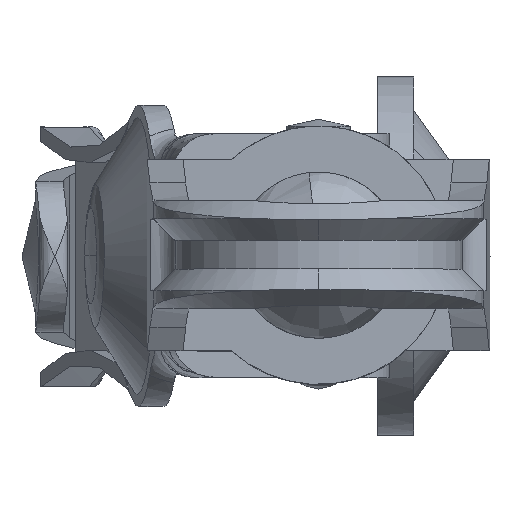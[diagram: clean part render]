
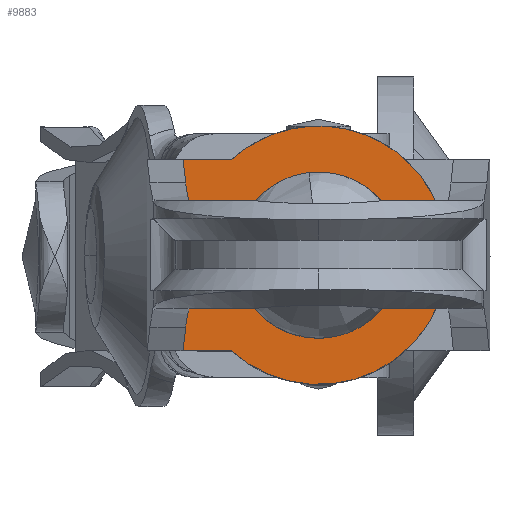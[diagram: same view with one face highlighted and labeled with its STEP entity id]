
A CAD part, top view. The second image highlights one B-rep face of the part: STEP entity #9883.
In plain terms, the highlighted free-form (B-spline) face has degree [1, 1] with [2, 2] control points.
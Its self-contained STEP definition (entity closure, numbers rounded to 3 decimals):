
#7176=CARTESIAN_POINT('',(-2.583,3.054,29.783));
#7177=VERTEX_POINT('',#7176);
#7183=CARTESIAN_POINT('',(-4.0,0.0,29.783));
#7184=VERTEX_POINT('',#7183);
#7185=CARTESIAN_POINT('',(-2.583,3.054,29.783));
#7186=CARTESIAN_POINT('',(-2.943,2.751,29.783));
#7187=CARTESIAN_POINT('',(-3.435,2.156,29.783));
#7188=CARTESIAN_POINT('',(-3.896,1.086,29.783));
#7189=CARTESIAN_POINT('',(-4.,0.398,29.783));
#7190=CARTESIAN_POINT('',(-4.0,0.0,29.783));
#7191=B_SPLINE_CURVE_WITH_KNOTS('',3,(#7185,#7186,#7187,#7188,#7189,#7190),.UNSPECIFIED.,.F.,.U.,(4,1,1,4),(0.,1.412,2.281,3.475),.UNSPECIFIED.);
#7192=EDGE_CURVE('',#7177,#7184,#7191,.T.);
#7194=CARTESIAN_POINT('',(0.,-4.,29.783));
#7195=VERTEX_POINT('',#7194);
#7196=CARTESIAN_POINT('',(-4.0,0.0,29.783));
#7197=CARTESIAN_POINT('',(-4.,-0.425,29.783));
#7198=CARTESIAN_POINT('',(-3.884,-1.145,29.783));
#7199=CARTESIAN_POINT('',(-3.404,-2.193,29.783));
#7200=CARTESIAN_POINT('',(-2.636,-3.106,29.783));
#7201=CARTESIAN_POINT('',(-1.44,-3.823,29.783));
#7202=CARTESIAN_POINT('',(-0.491,-4.,29.783));
#7203=CARTESIAN_POINT('',(0.,-4.,29.783));
#7204=B_SPLINE_CURVE_WITH_KNOTS('',3,(#7196,#7197,#7198,#7199,#7200,#7201,#7202,#7203),.UNSPECIFIED.,.F.,.U.,(4,1,1,1,1,4),(0.,1.276,2.16,3.436,4.811,6.283),.UNSPECIFIED.);
#7205=EDGE_CURVE('',#7184,#7195,#7204,.T.);
#7207=CARTESIAN_POINT('',(4.0,0.0,29.783));
#7208=VERTEX_POINT('',#7207);
#7209=CARTESIAN_POINT('',(0.,-4.,29.783));
#7210=CARTESIAN_POINT('',(0.327,-4.,29.783));
#7211=CARTESIAN_POINT('',(0.982,-3.919,29.783));
#7212=CARTESIAN_POINT('',(1.874,-3.575,29.783));
#7213=CARTESIAN_POINT('',(2.661,-3.035,29.783));
#7214=CARTESIAN_POINT('',(3.392,-2.229,29.783));
#7215=CARTESIAN_POINT('',(3.889,-1.178,29.783));
#7216=CARTESIAN_POINT('',(4.,-0.36,29.783));
#7217=CARTESIAN_POINT('',(4.0,0.0,29.783));
#7218=B_SPLINE_CURVE_WITH_KNOTS('',3,(#7209,#7210,#7211,#7212,#7213,#7214,#7215,#7216,#7217),.UNSPECIFIED.,.F.,.U.,(4,1,1,1,1,1,4),(0.,0.982,1.964,2.847,3.829,5.203,6.283),.UNSPECIFIED.);
#7219=EDGE_CURVE('',#7195,#7208,#7218,.T.);
#7221=CARTESIAN_POINT('',(2.901,2.753,29.783));
#7222=VERTEX_POINT('',#7221);
#7223=CARTESIAN_POINT('',(4.0,0.0,29.783));
#7224=CARTESIAN_POINT('',(4.001,0.538,29.783));
#7225=CARTESIAN_POINT('',(3.793,1.55,29.783));
#7226=CARTESIAN_POINT('',(3.228,2.409,29.783));
#7227=CARTESIAN_POINT('',(2.901,2.753,29.783));
#7228=B_SPLINE_CURVE_WITH_KNOTS('',3,(#7223,#7224,#7225,#7226,#7227),.UNSPECIFIED.,.F.,.U.,(4,1,4),(0.,1.613,3.037),.UNSPECIFIED.);
#7229=EDGE_CURVE('',#7208,#7222,#7228,.T.);
#7310=CARTESIAN_POINT('',(0.,4.,29.783));
#7311=VERTEX_POINT('',#7310);
#7312=CARTESIAN_POINT('',(2.901,2.753,29.783));
#7313=CARTESIAN_POINT('',(2.506,3.171,29.783));
#7314=CARTESIAN_POINT('',(1.589,3.791,29.783));
#7315=CARTESIAN_POINT('',(0.507,4.,29.783));
#7316=CARTESIAN_POINT('',(0.,4.,29.783));
#7317=B_SPLINE_CURVE_WITH_KNOTS('',3,(#7312,#7313,#7314,#7315,#7316),.UNSPECIFIED.,.F.,.U.,(4,1,4),(0.,1.725,3.246),.UNSPECIFIED.);
#7318=EDGE_CURVE('',#7222,#7311,#7317,.T.);
#7320=CARTESIAN_POINT('',(0.,4.,29.783));
#7321=CARTESIAN_POINT('',(-0.497,4.,29.783));
#7322=CARTESIAN_POINT('',(-1.433,3.823,29.783));
#7323=CARTESIAN_POINT('',(-2.248,3.338,29.783));
#7324=CARTESIAN_POINT('',(-2.583,3.054,29.783));
#7325=B_SPLINE_CURVE_WITH_KNOTS('',3,(#7320,#7321,#7322,#7323,#7324),.UNSPECIFIED.,.F.,.U.,(4,1,4),(0.,1.492,2.808),.UNSPECIFIED.);
#7326=EDGE_CURVE('',#7311,#7177,#7325,.T.);
#9190=CARTESIAN_POINT('',(-6.056,6.657,29.783));
#9191=VERTEX_POINT('',#9190);
#9199=CARTESIAN_POINT('',(9.,0.,29.783));
#9200=VERTEX_POINT('',#9199);
#9201=CARTESIAN_POINT('',(9.,0.,29.783));
#9202=CARTESIAN_POINT('',(9.001,0.92,29.783));
#9203=CARTESIAN_POINT('',(8.782,2.327,29.783));
#9204=CARTESIAN_POINT('',(8.105,3.985,29.783));
#9205=CARTESIAN_POINT('',(7.252,5.434,29.783));
#9206=CARTESIAN_POINT('',(6.159,6.654,29.783));
#9207=CARTESIAN_POINT('',(4.758,7.681,29.783));
#9208=CARTESIAN_POINT('',(3.265,8.457,29.783));
#9209=CARTESIAN_POINT('',(1.531,8.941,29.783));
#9210=CARTESIAN_POINT('',(-0.531,9.056,29.783));
#9211=CARTESIAN_POINT('',(-2.254,8.776,29.783));
#9212=CARTESIAN_POINT('',(-4.234,8.032,29.783));
#9213=CARTESIAN_POINT('',(-5.376,7.277,29.783));
#9214=CARTESIAN_POINT('',(-6.056,6.657,29.783));
#9215=B_SPLINE_CURVE_WITH_KNOTS('',3,(#9201,#9202,#9203,#9204,#9205,#9206,#9207,#9208,#9209,#9210,#9211,#9212,#9213,#9214),.UNSPECIFIED.,.F.,.U.,(4,1,1,1,1,1,1,1,1,1,1,4),(0.,2.76,4.221,5.358,7.793,9.092,10.553,12.826,14.449,16.722,18.021,20.781),.UNSPECIFIED.);
#9216=EDGE_CURVE('',#9200,#9191,#9215,.T.);
#9218=CARTESIAN_POINT('',(-6.057,-6.657,29.783));
#9219=VERTEX_POINT('',#9218);
#9220=CARTESIAN_POINT('',(-6.057,-6.657,29.783));
#9221=CARTESIAN_POINT('',(-5.536,-7.131,29.783));
#9222=CARTESIAN_POINT('',(-4.384,-7.955,29.783));
#9223=CARTESIAN_POINT('',(-2.617,-8.674,29.783));
#9224=CARTESIAN_POINT('',(-1.017,-8.978,29.783));
#9225=CARTESIAN_POINT('',(0.501,-9.031,29.783));
#9226=CARTESIAN_POINT('',(2.01,-8.823,29.783));
#9227=CARTESIAN_POINT('',(3.454,-8.349,29.783));
#9228=CARTESIAN_POINT('',(4.663,-7.734,29.783));
#9229=CARTESIAN_POINT('',(6.082,-6.733,29.783));
#9230=CARTESIAN_POINT('',(7.335,-5.36,29.783));
#9231=CARTESIAN_POINT('',(8.229,-3.743,29.783));
#9232=CARTESIAN_POINT('',(8.83,-2.056,29.783));
#9233=CARTESIAN_POINT('',(9.,-0.812,29.783));
#9234=CARTESIAN_POINT('',(9.,0.,29.783));
#9235=B_SPLINE_CURVE_WITH_KNOTS('',3,(#9220,#9221,#9222,#9223,#9224,#9225,#9226,#9227,#9228,#9229,#9230,#9231,#9232,#9233,#9234),.UNSPECIFIED.,.F.,.U.,(4,1,1,1,1,1,1,1,1,1,1,1,4),(0.,2.111,4.221,5.682,6.981,8.767,10.228,11.527,12.826,15.423,17.047,18.346,20.781),.UNSPECIFIED.);
#9236=EDGE_CURVE('',#9219,#9200,#9235,.T.);
#9355=CARTESIAN_POINT('',(-9.44,-6.657,29.784));
#9356=VERTEX_POINT('',#9355);
#9357=CARTESIAN_POINT('',(-9.44,-6.657,29.784));
#9358=CARTESIAN_POINT('',(-6.057,-6.657,29.783));
#9359=QUASI_UNIFORM_CURVE('',1,(#9357,#9358),.UNSPECIFIED.,.F.,.U.);
#9360=EDGE_CURVE('',#9356,#9219,#9359,.T.);
#9656=CARTESIAN_POINT('',(-9.44,6.657,29.783));
#9657=VERTEX_POINT('',#9656);
#9658=CARTESIAN_POINT('',(-9.44,6.657,29.783));
#9659=CARTESIAN_POINT('',(-6.056,6.657,29.783));
#9660=QUASI_UNIFORM_CURVE('',1,(#9658,#9659),.UNSPECIFIED.,.F.,.U.);
#9661=EDGE_CURVE('',#9657,#9191,#9660,.T.);
#9859=CARTESIAN_POINT('',(9.921,-9.894,29.783));
#9860=CARTESIAN_POINT('',(-10.361,-9.894,29.783));
#9861=CARTESIAN_POINT('',(9.921,9.894,29.783));
#9862=CARTESIAN_POINT('',(-10.361,9.894,29.783));
#9863=B_SPLINE_SURFACE_WITH_KNOTS('',1,1,((#9859,#9861),(#9860,#9862)),.UNSPECIFIED.,.F.,.F.,.U.,(2,2),(2,2),(0.0,20.282),(0.0,19.788),.UNSPECIFIED.);
#9864=ORIENTED_EDGE('',*,*,#9236,.T.);
#9865=ORIENTED_EDGE('',*,*,#9216,.T.);
#9866=ORIENTED_EDGE('',*,*,#9661,.F.);
#9867=CARTESIAN_POINT('',(-9.44,6.657,29.783));
#9868=CARTESIAN_POINT('',(-9.44,-6.657,29.784));
#9869=QUASI_UNIFORM_CURVE('',1,(#9867,#9868),.UNSPECIFIED.,.F.,.U.);
#9870=EDGE_CURVE('',#9657,#9356,#9869,.T.);
#9871=ORIENTED_EDGE('',*,*,#9870,.T.);
#9872=ORIENTED_EDGE('',*,*,#9360,.T.);
#9873=EDGE_LOOP('',(#9864,#9865,#9866,#9871,#9872));
#9874=FACE_OUTER_BOUND('',#9873,.T.);
#9875=ORIENTED_EDGE('',*,*,#7205,.F.);
#9876=ORIENTED_EDGE('',*,*,#7192,.F.);
#9877=ORIENTED_EDGE('',*,*,#7326,.F.);
#9878=ORIENTED_EDGE('',*,*,#7318,.F.);
#9879=ORIENTED_EDGE('',*,*,#7229,.F.);
#9880=ORIENTED_EDGE('',*,*,#7219,.F.);
#9881=EDGE_LOOP('',(#9875,#9876,#9877,#9878,#9879,#9880));
#9882=FACE_BOUND('',#9881,.T.);
#9883=ADVANCED_FACE('',(#9874,#9882),#9863,.F.);
